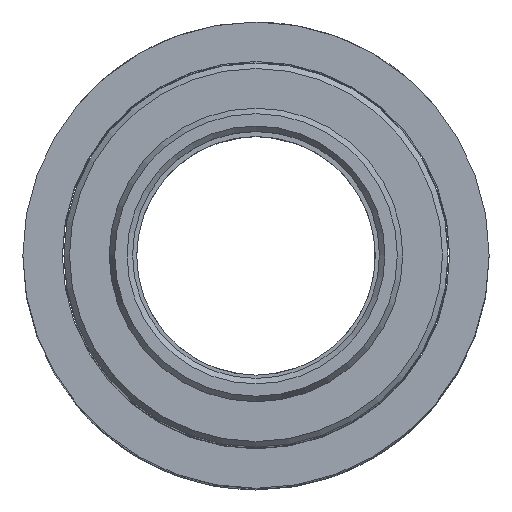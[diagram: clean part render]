
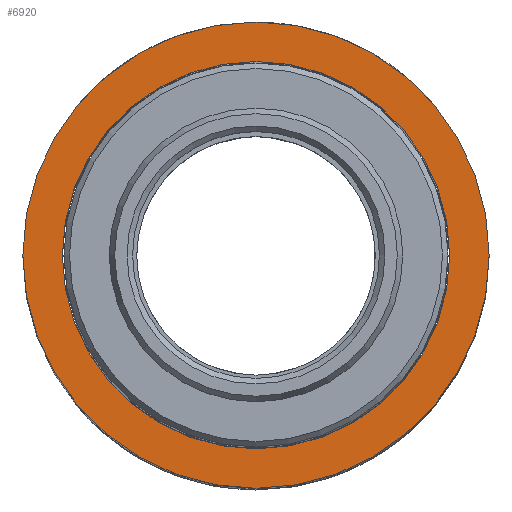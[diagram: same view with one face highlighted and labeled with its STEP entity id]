
A CAD part, top view. The second image highlights one B-rep face of the part: STEP entity #6920.
In plain terms, the highlighted planar face has unit normal (0, 0, 1).
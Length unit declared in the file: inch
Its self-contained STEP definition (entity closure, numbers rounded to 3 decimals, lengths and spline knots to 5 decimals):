
#294=PLANE('',#7305);
#358=FACE_BOUND('',#1482,.T.);
#1064=FACE_OUTER_BOUND('',#1481,.T.);
#1481=EDGE_LOOP('',(#6289));
#1482=EDGE_LOOP('',(#6290));
#2686=CIRCLE('',#7296,0.353);
#2689=CIRCLE('',#7300,0.425);
#3332=VERTEX_POINT('',#26540);
#3339=VERTEX_POINT('',#26592);
#4319=EDGE_CURVE('',#3332,#3332,#2686,.T.);
#4330=EDGE_CURVE('',#3339,#3339,#2689,.T.);
#6289=ORIENTED_EDGE('',*,*,#4330,.T.);
#6290=ORIENTED_EDGE('',*,*,#4319,.F.);
#6920=ADVANCED_FACE('',(#1064,#358),#294,.T.);
#7296=AXIS2_PLACEMENT_3D('',#26541,#8466,#8467);
#7300=AXIS2_PLACEMENT_3D('',#26594,#8480,#8481);
#7305=AXIS2_PLACEMENT_3D('',#26763,#8498,#8499);
#8466=DIRECTION('center_axis',(0.,0.,1.));
#8467=DIRECTION('ref_axis',(1.,0.,0.));
#8480=DIRECTION('center_axis',(0.,0.,1.));
#8481=DIRECTION('ref_axis',(1.,0.,0.));
#8498=DIRECTION('center_axis',(0.,0.,1.));
#8499=DIRECTION('ref_axis',(1.,0.,0.));
#26540=CARTESIAN_POINT('',(0.353,0.,0.835));
#26541=CARTESIAN_POINT('Origin',(0.,0.,0.835));
#26592=CARTESIAN_POINT('',(0.425,0.,0.835));
#26594=CARTESIAN_POINT('Origin',(0.,0.,0.835));
#26763=CARTESIAN_POINT('Origin',(0.,0.,0.835));
